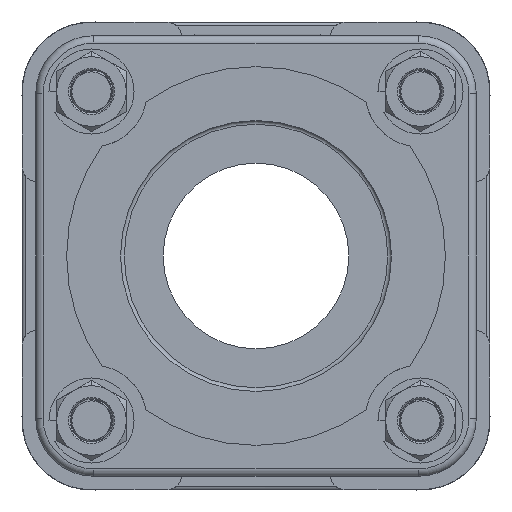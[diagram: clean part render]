
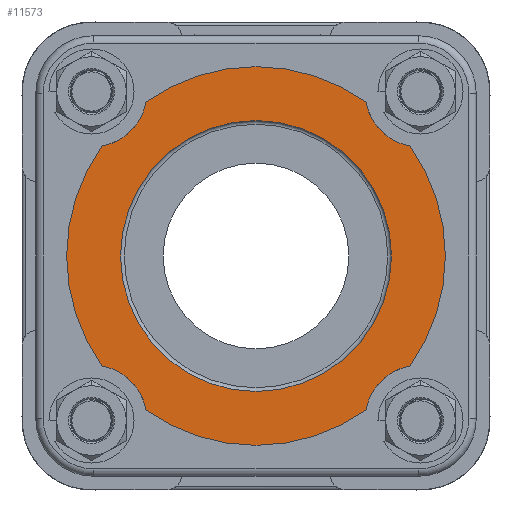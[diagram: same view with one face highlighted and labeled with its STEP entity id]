
A CAD part, front view. The second image highlights one B-rep face of the part: STEP entity #11573.
In plain terms, the highlighted face is planar.
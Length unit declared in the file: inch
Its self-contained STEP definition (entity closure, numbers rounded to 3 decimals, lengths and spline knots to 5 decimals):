
#495=PLANE('',#12820);
#1199=FACE_OUTER_BOUND('',#2594,.T.);
#1754=CIRCLE('',#12696,1.095);
#1755=CIRCLE('',#12697,1.095);
#1768=CIRCLE('',#12715,0.45);
#1774=CIRCLE('',#12724,0.45);
#1826=CIRCLE('',#12805,0.45);
#1827=CIRCLE('',#12807,0.45);
#1828=CIRCLE('',#12809,1.53);
#1829=CIRCLE('',#12811,1.53);
#1830=CIRCLE('',#12813,1.53);
#1831=CIRCLE('',#12821,1.53);
#2089=FACE_BOUND('',#2595,.T.);
#2594=EDGE_LOOP('',(#9903,#9904,#9905,#9906,#9907,#9908,#9909,#9910));
#2595=EDGE_LOOP('',(#9911,#9912));
#5382=VERTEX_POINT('',#23251);
#5383=VERTEX_POINT('',#23253);
#5399=VERTEX_POINT('',#23335);
#5400=VERTEX_POINT('',#23337);
#5409=VERTEX_POINT('',#23411);
#5410=VERTEX_POINT('',#23413);
#5462=VERTEX_POINT('',#23607);
#5463=VERTEX_POINT('',#23609);
#5464=VERTEX_POINT('',#23613);
#5465=VERTEX_POINT('',#23615);
#6871=EDGE_CURVE('',#5383,#5382,#1754,.T.);
#6872=EDGE_CURVE('',#5382,#5383,#1755,.T.);
#6891=EDGE_CURVE('',#5400,#5399,#1768,.T.);
#6905=EDGE_CURVE('',#5410,#5409,#1774,.T.);
#6986=EDGE_CURVE('',#5463,#5462,#1826,.T.);
#6989=EDGE_CURVE('',#5465,#5464,#1827,.T.);
#6991=EDGE_CURVE('',#5465,#5409,#1828,.T.);
#6992=EDGE_CURVE('',#5400,#5464,#1829,.T.);
#6993=EDGE_CURVE('',#5463,#5399,#1830,.T.);
#6999=EDGE_CURVE('',#5410,#5462,#1831,.T.);
#9903=ORIENTED_EDGE('',*,*,#6986,.T.);
#9904=ORIENTED_EDGE('',*,*,#6999,.F.);
#9905=ORIENTED_EDGE('',*,*,#6905,.T.);
#9906=ORIENTED_EDGE('',*,*,#6991,.F.);
#9907=ORIENTED_EDGE('',*,*,#6989,.T.);
#9908=ORIENTED_EDGE('',*,*,#6992,.F.);
#9909=ORIENTED_EDGE('',*,*,#6891,.T.);
#9910=ORIENTED_EDGE('',*,*,#6993,.F.);
#9911=ORIENTED_EDGE('',*,*,#6871,.T.);
#9912=ORIENTED_EDGE('',*,*,#6872,.T.);
#11573=ADVANCED_FACE('',(#1199,#2089),#495,.T.);
#12696=AXIS2_PLACEMENT_3D('',#23254,#15168,#15169);
#12697=AXIS2_PLACEMENT_3D('',#23255,#15170,#15171);
#12715=AXIS2_PLACEMENT_3D('',#23338,#15208,#15209);
#12724=AXIS2_PLACEMENT_3D('',#23414,#15229,#15230);
#12805=AXIS2_PLACEMENT_3D('',#23610,#15417,#15418);
#12807=AXIS2_PLACEMENT_3D('',#23616,#15423,#15424);
#12809=AXIS2_PLACEMENT_3D('',#23619,#15428,#15429);
#12811=AXIS2_PLACEMENT_3D('',#23621,#15432,#15433);
#12813=AXIS2_PLACEMENT_3D('',#23623,#15436,#15437);
#12820=AXIS2_PLACEMENT_3D('',#23635,#15455,#15456);
#12821=AXIS2_PLACEMENT_3D('',#23636,#15457,#15458);
#15168=DIRECTION('center_axis',(1.,0.,0.));
#15169=DIRECTION('ref_axis',(0.,1.,0.));
#15170=DIRECTION('center_axis',(1.,0.,0.));
#15171=DIRECTION('ref_axis',(0.,1.,0.));
#15208=DIRECTION('center_axis',(1.,0.,0.));
#15209=DIRECTION('ref_axis',(0.,0.,-1.));
#15229=DIRECTION('center_axis',(1.,0.,0.));
#15230=DIRECTION('ref_axis',(0.,0.,-1.));
#15417=DIRECTION('center_axis',(1.,0.,0.));
#15418=DIRECTION('ref_axis',(0.,0.,-1.));
#15423=DIRECTION('center_axis',(1.,0.,0.));
#15424=DIRECTION('ref_axis',(0.,0.,-1.));
#15428=DIRECTION('center_axis',(1.,0.,0.));
#15429=DIRECTION('ref_axis',(0.,1.,0.));
#15432=DIRECTION('center_axis',(1.,0.,0.));
#15433=DIRECTION('ref_axis',(0.,1.,0.));
#15436=DIRECTION('center_axis',(1.,0.,0.));
#15437=DIRECTION('ref_axis',(0.,1.,0.));
#15455=DIRECTION('center_axis',(-1.,0.,0.));
#15456=DIRECTION('ref_axis',(0.,0.,1.));
#15457=DIRECTION('center_axis',(1.,0.,0.));
#15458=DIRECTION('ref_axis',(0.,1.,0.));
#23251=CARTESIAN_POINT('',(-2.35,-1.095,0.));
#23253=CARTESIAN_POINT('',(-2.35,1.095,0.));
#23254=CARTESIAN_POINT('Origin',(-2.35,0.,0.));
#23255=CARTESIAN_POINT('Origin',(-2.35,0.,0.));
#23335=CARTESIAN_POINT('',(-2.35,1.24663,0.88703));
#23337=CARTESIAN_POINT('',(-2.35,0.88703,1.24663));
#23338=CARTESIAN_POINT('Origin',(-2.35,1.32936,1.32936));
#23411=CARTESIAN_POINT('',(-2.35,-1.24663,-0.88703));
#23413=CARTESIAN_POINT('',(-2.35,-0.88703,-1.24663));
#23414=CARTESIAN_POINT('Origin',(-2.35,-1.32936,-1.32936));
#23607=CARTESIAN_POINT('',(-2.35,0.88703,-1.24663));
#23609=CARTESIAN_POINT('',(-2.35,1.24663,-0.88703));
#23610=CARTESIAN_POINT('Origin',(-2.35,1.32936,-1.32936));
#23613=CARTESIAN_POINT('',(-2.35,-0.88703,1.24663));
#23615=CARTESIAN_POINT('',(-2.35,-1.24663,0.88703));
#23616=CARTESIAN_POINT('Origin',(-2.35,-1.32936,1.32936));
#23619=CARTESIAN_POINT('Origin',(-2.35,0.,0.));
#23621=CARTESIAN_POINT('Origin',(-2.35,0.,0.));
#23623=CARTESIAN_POINT('Origin',(-2.35,0.,0.));
#23635=CARTESIAN_POINT('Origin',(-2.35,1.3125,0.));
#23636=CARTESIAN_POINT('Origin',(-2.35,0.,0.));
